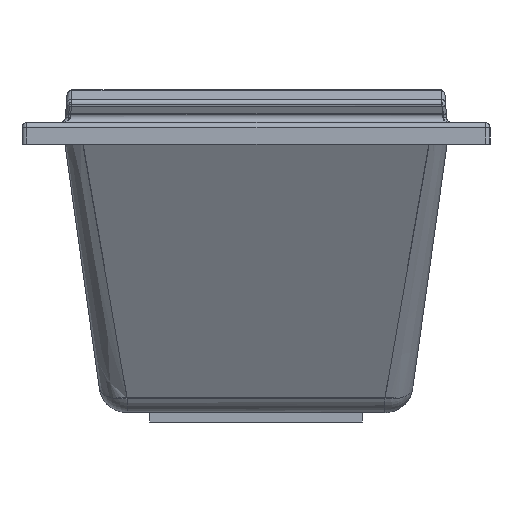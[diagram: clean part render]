
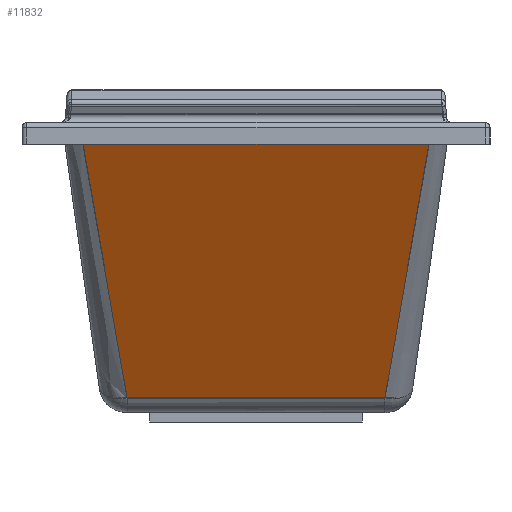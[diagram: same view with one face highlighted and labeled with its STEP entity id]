
A CAD part, left-side view. The second image highlights one B-rep face of the part: STEP entity #11832.
In plain terms, the highlighted planar face has unit normal (-0.866, 0, -0.5).
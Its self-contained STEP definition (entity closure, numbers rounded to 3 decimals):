
#11319=CARTESIAN_POINT('',(-530.296,206.585,-442.501));
#11320=VERTEX_POINT('',#11319);
#11415=CARTESIAN_POINT('',(-775.143,280.26,-18.413));
#11416=VERTEX_POINT('',#11415);
#11417=CARTESIAN_POINT('',(-530.296,206.585,-442.5));
#11418=CARTESIAN_POINT('',(-545.715,210.365,-415.793));
#11419=CARTESIAN_POINT('',(-561.103,214.314,-389.141));
#11420=CARTESIAN_POINT('',(-576.439,218.695,-362.578));
#11421=CARTESIAN_POINT('',(-580.432,219.836,-355.663));
#11422=CARTESIAN_POINT('',(-584.421,221.003,-348.753));
#11423=CARTESIAN_POINT('',(-588.407,222.195,-341.848));
#11424=CARTESIAN_POINT('',(-608.697,228.266,-306.705));
#11425=CARTESIAN_POINT('',(-628.911,235.062,-271.695));
#11426=CARTESIAN_POINT('',(-649.114,241.97,-236.701));
#11427=CARTESIAN_POINT('',(-651.999,242.957,-231.704));
#11428=CARTESIAN_POINT('',(-654.884,243.945,-226.707));
#11429=CARTESIAN_POINT('',(-657.769,244.932,-221.709));
#11430=CARTESIAN_POINT('',(-676.997,251.51,-188.406));
#11431=CARTESIAN_POINT('',(-696.236,258.022,-155.083));
#11432=CARTESIAN_POINT('',(-715.546,263.928,-121.638));
#11433=CARTESIAN_POINT('',(-721.504,265.751,-111.317));
#11434=CARTESIAN_POINT('',(-727.47,267.519,-100.985));
#11435=CARTESIAN_POINT('',(-733.442,269.228,-90.641));
#11436=CARTESIAN_POINT('',(-747.292,273.192,-66.652));
#11437=CARTESIAN_POINT('',(-761.214,276.82,-42.539));
#11438=CARTESIAN_POINT('',(-775.143,280.26,-18.413));
#11439=B_SPLINE_CURVE_WITH_KNOTS('',3,(#11417,#11418,#11419,#11420,#11421,#11422,#11423,#11424,#11425,#11426,#11427,#11428,#11429,#11430,#11431,#11432,#11433,#11434,#11435,#11436,#11437,#11438),.UNSPECIFIED.,.F.,.U.,(4,3,3,3,3,3,3,4),(250.688,411.691,453.607,666.945,697.41,900.439,963.093,1108.391),.UNSPECIFIED.);
#11440=EDGE_CURVE('',#11320,#11416,#11439,.T.);
#11692=CARTESIAN_POINT('',(-790.129,300.46,7.544));
#11693=VERTEX_POINT('',#11692);
#11694=CARTESIAN_POINT('',(-775.143,280.26,-18.413));
#11695=CARTESIAN_POINT('',(-777.673,280.881,-14.031));
#11696=CARTESIAN_POINT('',(-780.226,282.406,-9.609));
#11697=CARTESIAN_POINT('',(-782.581,284.954,-5.529));
#11698=CARTESIAN_POINT('',(-782.982,285.387,-4.835));
#11699=CARTESIAN_POINT('',(-783.377,285.85,-4.151));
#11700=CARTESIAN_POINT('',(-783.764,286.343,-3.48));
#11701=CARTESIAN_POINT('',(-784.51,287.292,-2.188));
#11702=CARTESIAN_POINT('',(-785.229,288.351,-0.942));
#11703=CARTESIAN_POINT('',(-785.909,289.519,0.235));
#11704=CARTESIAN_POINT('',(-786.444,290.437,1.161));
#11705=CARTESIAN_POINT('',(-786.954,291.422,2.044));
#11706=CARTESIAN_POINT('',(-787.433,292.47,2.874));
#11707=CARTESIAN_POINT('',(-788.521,294.853,4.759));
#11708=CARTESIAN_POINT('',(-789.445,297.565,6.359));
#11709=CARTESIAN_POINT('',(-790.129,300.46,7.544));
#11710=B_SPLINE_CURVE_WITH_KNOTS('',3,(#11694,#11695,#11696,#11697,#11698,#11699,#11700,#11701,#11702,#11703,#11704,#11705,#11706,#11707,#11708,#11709),.UNSPECIFIED.,.F.,.U.,(4,3,3,3,3,4),(550.22,569.596,572.894,579.242,584.23,595.567),.UNSPECIFIED.);
#11711=EDGE_CURVE('',#11416,#11693,#11710,.T.);
#11754=CARTESIAN_POINT('',(-784.33,0.,-2.5));
#11755=DIRECTION('',(-0.866,0.0,-0.5));
#11756=DIRECTION('',(-0.5,0.0,0.866));
#11757=AXIS2_PLACEMENT_3D('',#11754,#11755,#11756);
#11758=PLANE('',#11757);
#11759=CARTESIAN_POINT('',(-775.143,-280.26,-18.413));
#11760=VERTEX_POINT('',#11759);
#11761=CARTESIAN_POINT('',(-530.295,-206.588,-442.502));
#11762=VERTEX_POINT('',#11761);
#11763=CARTESIAN_POINT('',(-775.143,-280.26,-18.413));
#11764=CARTESIAN_POINT('',(-761.264,-276.833,-42.452));
#11765=CARTESIAN_POINT('',(-747.39,-273.217,-66.482));
#11766=CARTESIAN_POINT('',(-733.591,-269.271,-90.383));
#11767=CARTESIAN_POINT('',(-714.344,-263.766,-123.72));
#11768=CARTESIAN_POINT('',(-695.171,-257.6,-156.929));
#11769=CARTESIAN_POINT('',(-676.037,-251.148,-190.07));
#11770=CARTESIAN_POINT('',(-654.814,-243.991,-226.829));
#11771=CARTESIAN_POINT('',(-633.588,-236.525,-263.593));
#11772=CARTESIAN_POINT('',(-612.341,-229.657,-300.394));
#11773=CARTESIAN_POINT('',(-596.564,-224.557,-327.721));
#11774=CARTESIAN_POINT('',(-580.755,-219.798,-355.103));
#11775=CARTESIAN_POINT('',(-564.897,-215.473,-382.569));
#11776=CARTESIAN_POINT('',(-553.389,-212.335,-402.502));
#11777=CARTESIAN_POINT('',(-541.853,-209.419,-422.482));
#11778=CARTESIAN_POINT('',(-530.296,-206.585,-442.5));
#11779=B_SPLINE_CURVE_WITH_KNOTS('',3,(#11763,#11764,#11765,#11766,#11767,#11768,#11769,#11770,#11771,#11772,#11773,#11774,#11775,#11776,#11777,#11778),.UNSPECIFIED.,.F.,.U.,(4,3,3,3,3,4),(1409.556,1554.319,1756.232,1980.189,2146.488,2267.171),.UNSPECIFIED.);
#11780=EDGE_CURVE('',#11760,#11762,#11779,.T.);
#11781=ORIENTED_EDGE('',*,*,#11780,.F.);
#11782=CARTESIAN_POINT('',(-790.129,-300.46,7.544));
#11783=VERTEX_POINT('',#11782);
#11784=CARTESIAN_POINT('',(-790.129,-300.46,7.544));
#11785=CARTESIAN_POINT('',(-789.884,-299.422,7.119));
#11786=CARTESIAN_POINT('',(-789.608,-298.406,6.641));
#11787=CARTESIAN_POINT('',(-789.304,-297.42,6.115));
#11788=CARTESIAN_POINT('',(-788.615,-295.183,4.922));
#11789=CARTESIAN_POINT('',(-787.783,-293.109,3.481));
#11790=CARTESIAN_POINT('',(-786.853,-291.262,1.87));
#11791=CARTESIAN_POINT('',(-785.126,-287.83,-1.122));
#11792=CARTESIAN_POINT('',(-783.072,-285.189,-4.68));
#11793=CARTESIAN_POINT('',(-780.915,-283.346,-8.415));
#11794=CARTESIAN_POINT('',(-779.043,-281.747,-11.657));
#11795=CARTESIAN_POINT('',(-777.087,-280.737,-15.045));
#11796=CARTESIAN_POINT('',(-775.143,-280.26,-18.413));
#11797=B_SPLINE_CURVE_WITH_KNOTS('',3,(#11784,#11785,#11786,#11787,#11788,#11789,#11790,#11791,#11792,#11793,#11794,#11795,#11796),.UNSPECIFIED.,.F.,.U.,(4,3,3,3,4),(1804.294,1808.362,1817.593,1834.748,1849.638),.UNSPECIFIED.);
#11798=EDGE_CURVE('',#11783,#11760,#11797,.T.);
#11799=ORIENTED_EDGE('',*,*,#11798,.F.);
#11800=CARTESIAN_POINT('',(-812.084,-297.801,45.572));
#11801=VERTEX_POINT('',#11800);
#11802=CARTESIAN_POINT('',(-812.084,-297.801,45.572));
#11803=DIRECTION('',(0.499,-0.06,-0.864));
#11804=VECTOR('',#11803,43.992);
#11805=LINE('',#11802,#11804);
#11806=EDGE_CURVE('',#11801,#11783,#11805,.T.);
#11807=ORIENTED_EDGE('',*,*,#11806,.F.);
#11808=CARTESIAN_POINT('',(-812.084,297.801,45.572));
#11809=VERTEX_POINT('',#11808);
#11810=CARTESIAN_POINT('',(-812.084,297.801,45.572));
#11811=DIRECTION('',(0.0,-1.0,0.0));
#11812=VECTOR('',#11811,595.602);
#11813=LINE('',#11810,#11812);
#11814=EDGE_CURVE('',#11801,#11809,#11813,.F.);
#11815=ORIENTED_EDGE('',*,*,#11814,.T.);
#11816=CARTESIAN_POINT('',(-812.084,297.801,45.572));
#11817=DIRECTION('',(0.499,0.06,-0.864));
#11818=VECTOR('',#11817,43.992);
#11819=LINE('',#11816,#11818);
#11820=EDGE_CURVE('',#11809,#11693,#11819,.T.);
#11821=ORIENTED_EDGE('',*,*,#11820,.T.);
#11822=ORIENTED_EDGE('',*,*,#11711,.F.);
#11823=ORIENTED_EDGE('',*,*,#11440,.F.);
#11824=CARTESIAN_POINT('',(-530.296,206.586,-442.5));
#11825=DIRECTION('',(0.0,-1.0,0.0));
#11826=VECTOR('',#11825,413.172);
#11827=LINE('',#11824,#11826);
#11828=EDGE_CURVE('',#11762,#11320,#11827,.F.);
#11829=ORIENTED_EDGE('',*,*,#11828,.F.);
#11830=EDGE_LOOP('',(#11781,#11799,#11807,#11815,#11821,#11822,#11823,#11829));
#11831=FACE_OUTER_BOUND('',#11830,.T.);
#11832=ADVANCED_FACE('',(#11831),#11758,.T.);
